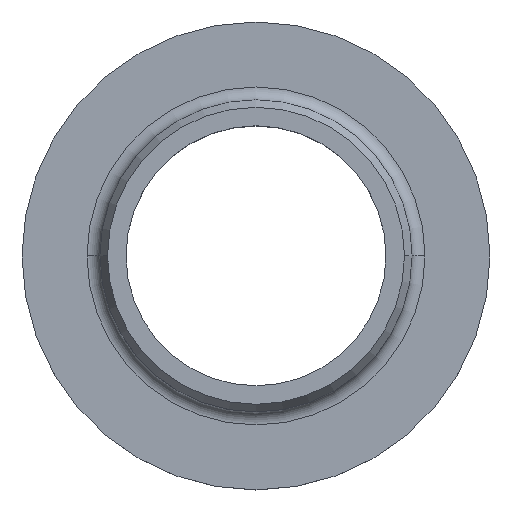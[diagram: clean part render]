
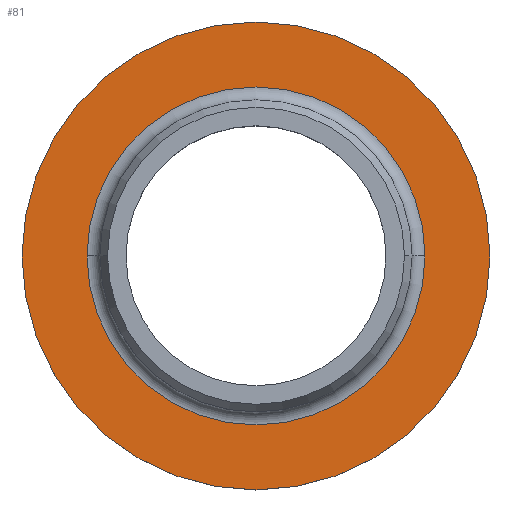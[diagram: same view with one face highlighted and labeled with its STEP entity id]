
A CAD part, top view. The second image highlights one B-rep face of the part: STEP entity #81.
In plain terms, the highlighted planar face has unit normal (0, 0, 1).
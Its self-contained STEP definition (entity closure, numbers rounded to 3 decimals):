
#81=ADVANCED_FACE('',(#101,#102),#103,.T.);
#101=FACE_BOUND('',#130,.T.);
#102=FACE_OUTER_BOUND('',#131,.T.);
#103=PLANE('',#132);
#130=EDGE_LOOP('',(#189,#190));
#131=EDGE_LOOP('',(#191,#192));
#132=AXIS2_PLACEMENT_3D('',#193,#194,#195);
#189=ORIENTED_EDGE('',*,*,#259,.F.);
#190=ORIENTED_EDGE('',*,*,#250,.F.);
#191=ORIENTED_EDGE('',*,*,#256,.T.);
#192=ORIENTED_EDGE('',*,*,#257,.T.);
#193=CARTESIAN_POINT('',(7.75,0.0,1.0));
#194=DIRECTION('',(0.0,0.0,1.0));
#195=DIRECTION('',(1.0,-0.0,-0.0));
#250=EDGE_CURVE('',#285,#287,#288,.T.);
#256=EDGE_CURVE('',#292,#296,#298,.T.);
#257=EDGE_CURVE('',#296,#292,#299,.T.);
#259=EDGE_CURVE('',#287,#285,#301,.T.);
#285=VERTEX_POINT('',#333);
#287=VERTEX_POINT('',#335);
#288=CIRCLE('',#336,6.5);
#292=VERTEX_POINT('',#340);
#296=VERTEX_POINT('',#345);
#298=CIRCLE('',#348,9.0);
#299=CIRCLE('',#349,9.0);
#301=CIRCLE('',#351,6.5);
#333=CARTESIAN_POINT('',(-6.5,0.,1.0));
#335=CARTESIAN_POINT('',(6.5,0.0,1.0));
#336=AXIS2_PLACEMENT_3D('',#380,#381,#382);
#340=CARTESIAN_POINT('',(9.0,0.0,1.0));
#345=CARTESIAN_POINT('',(-9.0,0.,1.0));
#348=AXIS2_PLACEMENT_3D('',#394,#395,#396);
#349=AXIS2_PLACEMENT_3D('',#397,#398,#399);
#351=AXIS2_PLACEMENT_3D('',#403,#404,#405);
#380=CARTESIAN_POINT('',(0.0,0.0,1.0));
#381=DIRECTION('',(0.0,0.0,1.0));
#382=DIRECTION('',(1.0,0.0,0.0));
#394=CARTESIAN_POINT('',(0.0,0.0,1.0));
#395=DIRECTION('',(0.0,0.0,1.0));
#396=DIRECTION('',(1.0,0.0,0.0));
#397=CARTESIAN_POINT('',(0.0,0.0,1.0));
#398=DIRECTION('',(0.0,0.0,1.0));
#399=DIRECTION('',(1.0,0.0,0.0));
#403=CARTESIAN_POINT('',(0.0,0.0,1.0));
#404=DIRECTION('',(0.0,0.0,1.0));
#405=DIRECTION('',(1.0,0.0,0.0));
